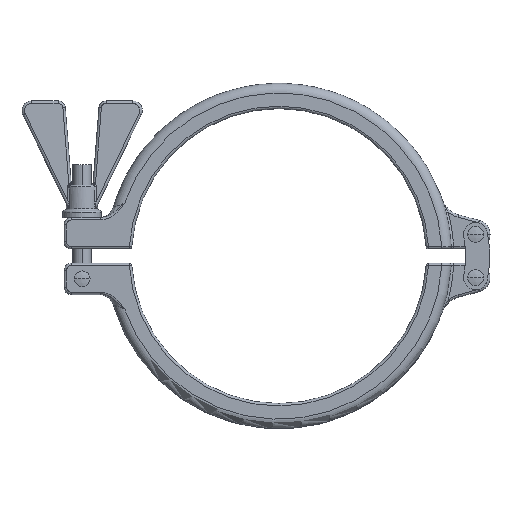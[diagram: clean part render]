
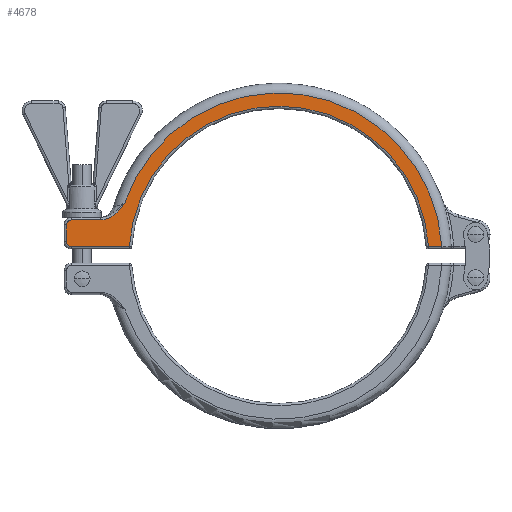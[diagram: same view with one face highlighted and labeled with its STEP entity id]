
A CAD part, top view. The second image highlights one B-rep face of the part: STEP entity #4678.
In plain terms, the highlighted planar face has unit normal (0, 0, 1).
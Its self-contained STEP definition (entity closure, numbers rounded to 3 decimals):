
#36 = VERTEX_POINT ( 'NONE', #5364 ) ;
#648 = CARTESIAN_POINT ( 'NONE',  ( 67.732, 4., 8.5 ) ) ;
#708 = EDGE_LOOP ( 'NONE', ( #3771, #1987, #11019, #10958, #9174, #7274, #8215, #9122, #11550 ) ) ;
#970 = DIRECTION ( 'NONE',  ( 0., 0., 1. ) ) ;
#991 = CARTESIAN_POINT ( 'NONE',  ( -74.196, 15., 8.5 ) ) ;
#1074 = CARTESIAN_POINT ( 'NONE',  ( 67.784, 4., 8.5 ) ) ;
#1276 = DIRECTION ( 'NONE',  ( 0., 0., 1. ) ) ;
#1381 = AXIS2_PLACEMENT_3D ( 'NONE', #5899, #9581, #8403 ) ;
#1987 = ORIENTED_EDGE ( 'NONE', *, *, #2294, .T. ) ;
#2041 = DIRECTION ( 'NONE',  ( 0., 0., 1. ) ) ;
#2053 = CARTESIAN_POINT ( 'NONE',  ( -69.222, 16.617, 8.5 ) ) ;
#2127 = CARTESIAN_POINT ( 'NONE',  ( -70.126, 16.062, 8.5 ) ) ;
#2294 = EDGE_CURVE ( 'NONE', #11134, #12116, #11844, .T. ) ;
#2446 = DIRECTION ( 'NONE',  ( 1., 0., 0. ) ) ;
#2595 = CARTESIAN_POINT ( 'NONE',  ( -74.196, 15., 8.5 ) ) ;
#2757 = CARTESIAN_POINT ( 'NONE',  ( -88.35, 6., 8.5 ) ) ;
#2902 = DIRECTION ( 'NONE',  ( 0., -1., 0. ) ) ;
#2923 = VECTOR ( 'NONE', #7077, 1000. ) ;
#3280 = LINE ( 'NONE', #15456, #14038 ) ;
#3317 = CARTESIAN_POINT ( 'NONE',  ( -68.787, 16.932, 8.5 ) ) ;
#3600 = DIRECTION ( 'NONE',  ( 1., 0., 0. ) ) ;
#3693 = CARTESIAN_POINT ( 'NONE',  ( -71.339, 15.521, 8.5 ) ) ;
#3771 = ORIENTED_EDGE ( 'NONE', *, *, #6922, .T. ) ;
#4091 = LINE ( 'NONE', #2757, #12494 ) ;
#4629 = DIRECTION ( 'NONE',  ( -1., 0., 0. ) ) ;
#4678 = ADVANCED_FACE ( 'NONE', ( #4793 ), #6057, .T. ) ;
#4741 = CARTESIAN_POINT ( 'NONE',  ( 0., 0., 8.5 ) ) ;
#4793 = FACE_OUTER_BOUND ( 'NONE', #708, .T. ) ;
#5364 = CARTESIAN_POINT ( 'NONE',  ( -88.35, 13., 8.5 ) ) ;
#5510 = EDGE_CURVE ( 'NONE', #36, #13051, #4091, .T. ) ;
#5608 = CARTESIAN_POINT ( 'NONE',  ( -64.831, 21.162, 8.5 ) ) ;
#5662 = EDGE_CURVE ( 'NONE', #15529, #13177, #13321, .T. ) ;
#5771 = CARTESIAN_POINT ( 'NONE',  ( -71.592, 15.431, 8.5 ) ) ;
#5899 = CARTESIAN_POINT ( 'NONE',  ( 0., 0., 8.5 ) ) ;
#6057 = PLANE ( 'NONE',  #1381 ) ;
#6066 = CARTESIAN_POINT ( 'NONE',  ( -64.184, 22., 8.5 ) ) ;
#6515 = EDGE_CURVE ( 'NONE', #12116, #9141, #3280, .T. ) ;
#6922 = EDGE_CURVE ( 'NONE', #13177, #11134, #8731, .T. ) ;
#6956 = CARTESIAN_POINT ( 'NONE',  ( -70.598, 15.821, 8.5 ) ) ;
#7077 = DIRECTION ( 'NONE',  ( 1., 0., 0. ) ) ;
#7193 = CARTESIAN_POINT ( 'NONE',  ( 62.222, 4., 8.5 ) ) ;
#7206 = DIRECTION ( 'NONE',  ( 1., 0., 0. ) ) ;
#7245 = CARTESIAN_POINT ( 'NONE',  ( -67.56, 17.944, 8.5 ) ) ;
#7274 = ORIENTED_EDGE ( 'NONE', *, *, #8469, .T. ) ;
#7504 = CARTESIAN_POINT ( 'NONE',  ( -62.222, 4., 8.5 ) ) ;
#8164 = CARTESIAN_POINT ( 'NONE',  ( -64.184, 22., 8.5 ) ) ;
#8201 = CARTESIAN_POINT ( 'NONE',  ( -72.357, 15.212, 8.5 ) ) ;
#8215 = ORIENTED_EDGE ( 'NONE', *, *, #9943, .T. ) ;
#8403 = DIRECTION ( 'NONE',  ( 1., 0., 0. ) ) ;
#8469 = EDGE_CURVE ( 'NONE', #13051, #13003, #10262, .T. ) ;
#8470 = AXIS2_PLACEMENT_3D ( 'NONE', #9548, #1276, #14653 ) ;
#8731 = CIRCLE ( 'NONE', #8470, 67.85 ) ;
#8830 = EDGE_CURVE ( 'NONE', #9604, #15529, #11018, .T. ) ;
#8894 = CARTESIAN_POINT ( 'NONE',  ( -86.35, 15., 8.5 ) ) ;
#9122 = ORIENTED_EDGE ( 'NONE', *, *, #8830, .T. ) ;
#9141 = VERTEX_POINT ( 'NONE', #8894 ) ;
#9174 = ORIENTED_EDGE ( 'NONE', *, *, #5510, .T. ) ;
#9282 = CARTESIAN_POINT ( 'NONE',  ( -86.35, 6., 8.5 ) ) ;
#9297 = DIRECTION ( 'NONE',  ( 0., 0., -1. ) ) ;
#9548 = CARTESIAN_POINT ( 'NONE',  ( 0., 0., 8.5 ) ) ;
#9581 = DIRECTION ( 'NONE',  ( 0., 0., 1. ) ) ;
#9604 = VERTEX_POINT ( 'NONE', #7504 ) ;
#9708 = CARTESIAN_POINT ( 'NONE',  ( -86.35, 4., 8.5 ) ) ;
#9943 = EDGE_CURVE ( 'NONE', #13003, #9604, #10634, .T. ) ;
#10262 = CIRCLE ( 'NONE', #14359, 2. ) ;
#10294 = AXIS2_PLACEMENT_3D ( 'NONE', #15434, #970, #7206 ) ;
#10551 = CARTESIAN_POINT ( 'NONE',  ( -72.101, 15.277, 8.5 ) ) ;
#10634 = LINE ( 'NONE', #15483, #13833 ) ;
#10643 = DIRECTION ( 'NONE',  ( 1., 0., 0. ) ) ;
#10958 = ORIENTED_EDGE ( 'NONE', *, *, #11397, .T. ) ;
#11018 = CIRCLE ( 'NONE', #11518, 62.35 ) ;
#11019 = ORIENTED_EDGE ( 'NONE', *, *, #6515, .T. ) ;
#11134 = VERTEX_POINT ( 'NONE', #8164 ) ;
#11397 = EDGE_CURVE ( 'NONE', #9141, #36, #11574, .T. ) ;
#11518 = AXIS2_PLACEMENT_3D ( 'NONE', #4741, #9297, #10643 ) ;
#11550 = ORIENTED_EDGE ( 'NONE', *, *, #5662, .T. ) ;
#11574 = CIRCLE ( 'NONE', #10294, 2. ) ;
#11844 = B_SPLINE_CURVE_WITH_KNOTS ( 'NONE', 3,
 ( #6066, #5608, #12962, #12060, #7245, #3317, #2053, #2127, #6956, #3693, #5771, #10551, #8201, #15413, #13337, #2595 ),
 .UNSPECIFIED., .F., .F.,
 ( 4, 2, 2, 2, 2, 2, 2, 4 ),
 ( 0., 0.003, 0.006, 0.008, 0.01, 0.01, 0.011, 0.013 ),
 .UNSPECIFIED. ) ;
#12060 = CARTESIAN_POINT ( 'NONE',  ( -66.838, 18.709, 8.5 ) ) ;
#12116 = VERTEX_POINT ( 'NONE', #991 ) ;
#12494 = VECTOR ( 'NONE', #2902, 1000. ) ;
#12962 = CARTESIAN_POINT ( 'NONE',  ( -65.473, 20.319, 8.5 ) ) ;
#13003 = VERTEX_POINT ( 'NONE', #9708 ) ;
#13051 = VERTEX_POINT ( 'NONE', #13532 ) ;
#13177 = VERTEX_POINT ( 'NONE', #648 ) ;
#13321 = LINE ( 'NONE', #1074, #2923 ) ;
#13337 = CARTESIAN_POINT ( 'NONE',  ( -73.66, 15., 8.5 ) ) ;
#13532 = CARTESIAN_POINT ( 'NONE',  ( -88.35, 6., 8.5 ) ) ;
#13833 = VECTOR ( 'NONE', #2446, 1000. ) ;
#14038 = VECTOR ( 'NONE', #4629, 1000. ) ;
#14359 = AXIS2_PLACEMENT_3D ( 'NONE', #9282, #2041, #3600 ) ;
#14653 = DIRECTION ( 'NONE',  ( 1., 0., 0. ) ) ;
#15413 = CARTESIAN_POINT ( 'NONE',  ( -73.134, 15.055, 8.5 ) ) ;
#15434 = CARTESIAN_POINT ( 'NONE',  ( -86.35, 13., 8.5 ) ) ;
#15456 = CARTESIAN_POINT ( 'NONE',  ( -86.35, 15., 8.5 ) ) ;
#15483 = CARTESIAN_POINT ( 'NONE',  ( -61.277, 4., 8.5 ) ) ;
#15529 = VERTEX_POINT ( 'NONE', #7193 ) ;
